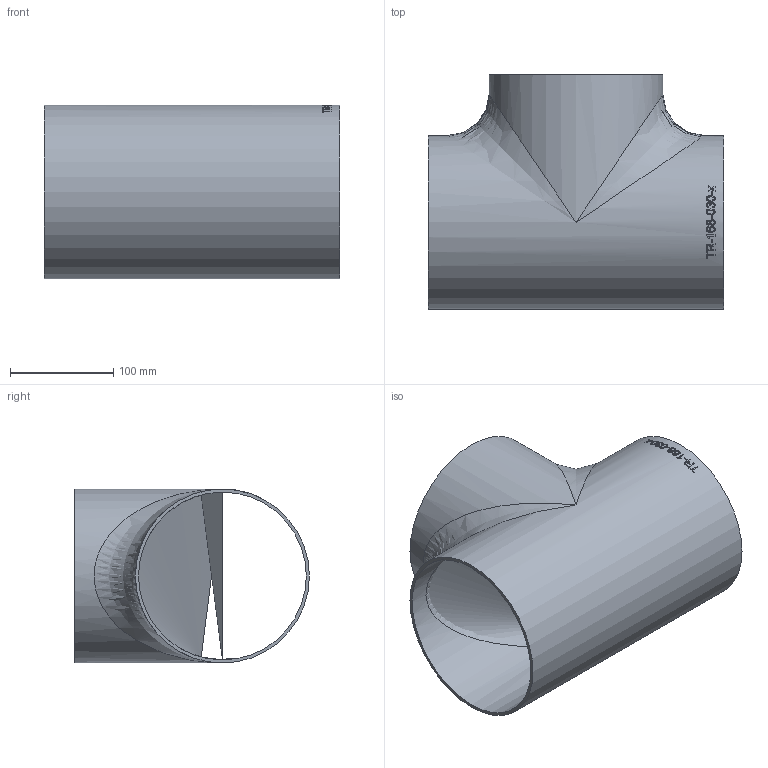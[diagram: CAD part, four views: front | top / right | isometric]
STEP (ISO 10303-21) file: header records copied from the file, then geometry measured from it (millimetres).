
FILE_DESCRIPTION (( 'STEP AP214' ), '1' );
FILE_NAME ('TR-168-030-x T-Stück 168,3x3,0 BL286 1910.STEP', '2019-10-16T09:27:04', ( '' ), ( '' ), 'SwSTEP 2.0', 'SolidWorks 2016', '' );
FILE_SCHEMA (( 'AUTOMOTIVE_DESIGN' ));
Length unit declared in the file: millimetre
Products named in the file (1): TR-168-030-x T-Stück 168,3x3,0 BL286 1910
Bounding box: 286 x 227.15 x 168.3 mm (x, y, z)
Volume: 496251.5 mm3; surface area: 335686.2 mm2
Topology: 1 solids, 1 shells, 159 faces, 421 edges, 272 vertices
Faces by surface type: bspline 96, plane 41, cylinder 22
Full cylindrical faces by diameter (mm): 162.3 x2, 168.3 x2
Entity records: 25591 total; most frequent: CARTESIAN_POINT 20963, ORIENTED_EDGE 808, EDGE_CURVE 404, DIRECTION 289, B_SPLINE_CURVE_WITH_KNOTS 285, VERTEX_POINT 270, EDGE_LOOP 186, FACE_OUTER_BOUND 163
